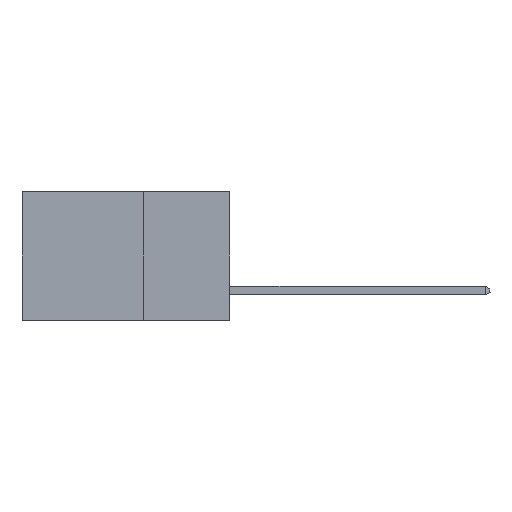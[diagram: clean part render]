
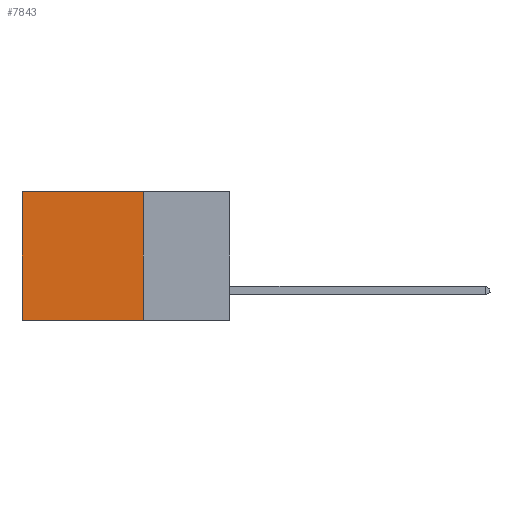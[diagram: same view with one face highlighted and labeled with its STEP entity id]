
A CAD part, left-side view. The second image highlights one B-rep face of the part: STEP entity #7843.
In plain terms, the highlighted planar face has unit normal (-1, 0, 0).
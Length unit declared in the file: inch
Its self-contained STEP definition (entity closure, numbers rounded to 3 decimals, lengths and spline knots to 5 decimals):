
#86 = EDGE_CURVE ( 'NONE', #16028, #12732, #25529, .T. ) ;
#250 = DIRECTION ( 'NONE',  ( 0., 0., -1. ) ) ;
#284 = LINE ( 'NONE', #15489, #22071 ) ;
#1723 = VECTOR ( 'NONE', #25425, 39.37008 ) ;
#3112 = VECTOR ( 'NONE', #5963, 39.37008 ) ;
#3791 = ORIENTED_EDGE ( 'NONE', *, *, #15414, .F. ) ;
#4327 = DIRECTION ( 'NONE',  ( 1., 0., 0. ) ) ;
#5135 = VECTOR ( 'NONE', #10861, 39.37008 ) ;
#5963 = DIRECTION ( 'NONE',  ( 0., 0., -1. ) ) ;
#6478 = LINE ( 'NONE', #23808, #5135 ) ;
#7838 = VERTEX_POINT ( 'NONE', #25495 ) ;
#7843 = ADVANCED_FACE ( 'NONE', ( #24355 ), #15027, .F. ) ;
#9579 = EDGE_CURVE ( 'NONE', #21581, #16028, #6478, .T. ) ;
#10708 = CARTESIAN_POINT ( 'NONE',  ( 0.298, 0.25, -0.37 ) ) ;
#10861 = DIRECTION ( 'NONE',  ( 0., 1., 0. ) ) ;
#10968 = CARTESIAN_POINT ( 'NONE',  ( 0.298, 0.6, 0. ) ) ;
#11570 = CARTESIAN_POINT ( 'NONE',  ( 0.298, 0.6, -0.37 ) ) ;
#12732 = VERTEX_POINT ( 'NONE', #11570 ) ;
#13677 = DIRECTION ( 'NONE',  ( 0., 0., -1. ) ) ;
#15027 = PLANE ( 'NONE',  #16706 ) ;
#15414 = EDGE_CURVE ( 'NONE', #21581, #7838, #284, .T. ) ;
#15489 = CARTESIAN_POINT ( 'NONE',  ( 0.298, 0.25, 0. ) ) ;
#15494 = ORIENTED_EDGE ( 'NONE', *, *, #9579, .T. ) ;
#16028 = VERTEX_POINT ( 'NONE', #16826 ) ;
#16706 = AXIS2_PLACEMENT_3D ( 'NONE', #17297, #4327, #250 ) ;
#16826 = CARTESIAN_POINT ( 'NONE',  ( 0.298, 0.6, 0. ) ) ;
#17297 = CARTESIAN_POINT ( 'NONE',  ( 0.298, 0.25, 0. ) ) ;
#17688 = EDGE_CURVE ( 'NONE', #7838, #12732, #22169, .T. ) ;
#19428 = CARTESIAN_POINT ( 'NONE',  ( 0.298, 0.25, 0. ) ) ;
#21581 = VERTEX_POINT ( 'NONE', #19428 ) ;
#22071 = VECTOR ( 'NONE', #13677, 39.37008 ) ;
#22169 = LINE ( 'NONE', #10708, #1723 ) ;
#23808 = CARTESIAN_POINT ( 'NONE',  ( 0.298, 0.25, 0. ) ) ;
#24355 = FACE_OUTER_BOUND ( 'NONE', #27297, .T. ) ;
#25425 = DIRECTION ( 'NONE',  ( 0., 1., 0. ) ) ;
#25495 = CARTESIAN_POINT ( 'NONE',  ( 0.298, 0.25, -0.37 ) ) ;
#25529 = LINE ( 'NONE', #10968, #3112 ) ;
#25867 = ORIENTED_EDGE ( 'NONE', *, *, #86, .T. ) ;
#26207 = ORIENTED_EDGE ( 'NONE', *, *, #17688, .F. ) ;
#27297 = EDGE_LOOP ( 'NONE', ( #25867, #26207, #3791, #15494 ) ) ;
